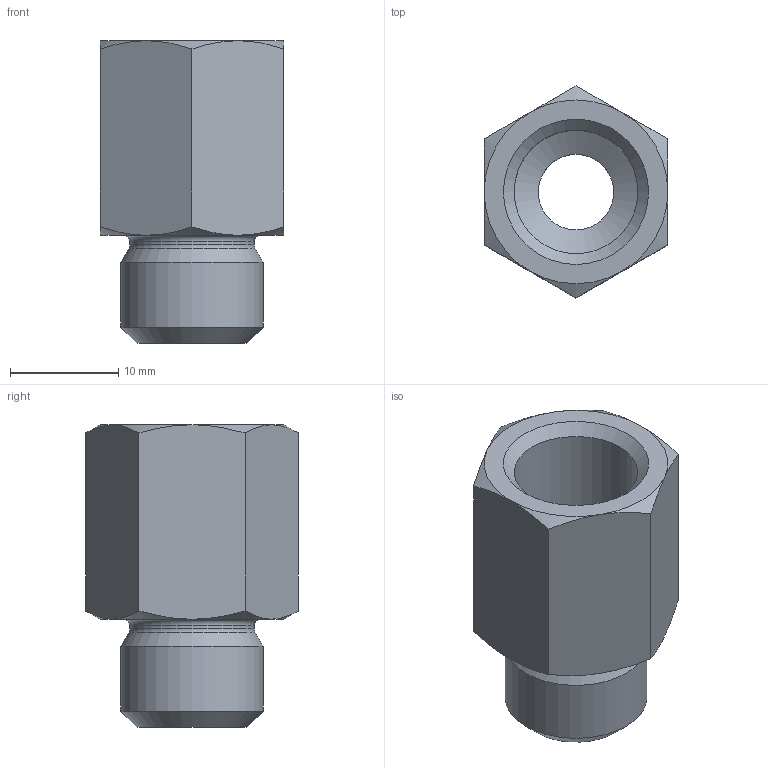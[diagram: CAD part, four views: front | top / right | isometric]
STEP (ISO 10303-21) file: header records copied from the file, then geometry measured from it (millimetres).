
FILE_DESCRIPTION((''),'2;1');
FILE_NAME('Einsatz_Messing A260011151.stp','2011-02-25T09:54:18',('002164'),(''),'Autodesk Inventor 2010','Autodesk Inventor 2010','');
FILE_SCHEMA(('AUTOMOTIVE_DESIGN { 1 0 10303 214 1 1 1 1 }'));
Length unit declared in the file: millimetre
Products named in the file (1): anein01e
Bounding box: 17 x 19.63 x 28 mm (x, y, z)
Volume: 3582.8 mm3; surface area: 2633.1 mm2
Topology: 1 solids, 1 shells, 32 faces, 68 edges, 39 vertices
Faces by surface type: cone 16, plane 9, bspline 3, cylinder 2, torus 2
Full cylindrical faces by diameter (mm): 11.5 x1, 13.157 x1
Entity records: 817 total; most frequent: CARTESIAN_POINT 224, DIRECTION 116, ORIENTED_EDGE 110, AXIS2_PLACEMENT_3D 55, EDGE_CURVE 55, EDGE_LOOP 46, VERTEX_POINT 37, FACE_OUTER_BOUND 32
